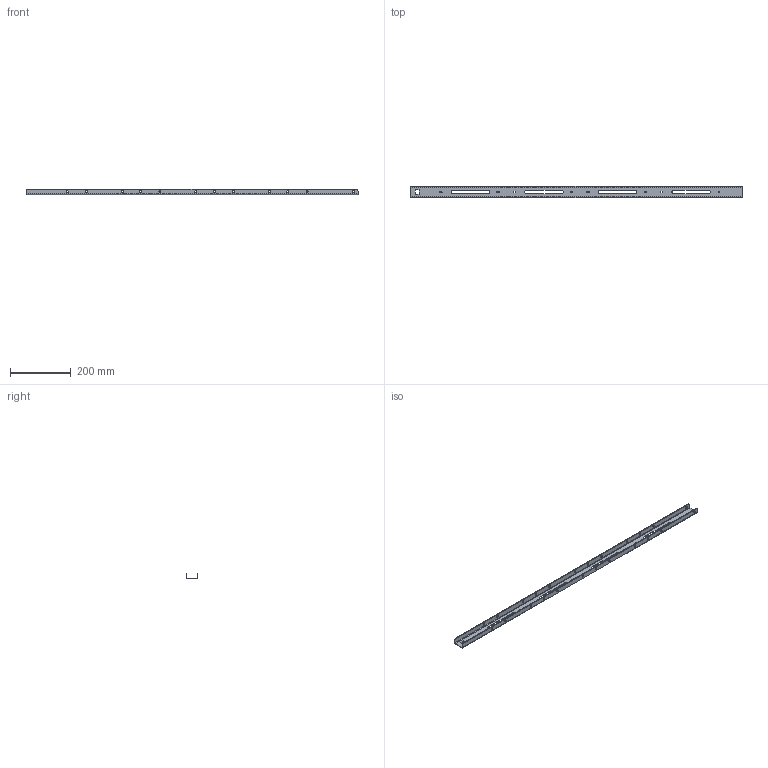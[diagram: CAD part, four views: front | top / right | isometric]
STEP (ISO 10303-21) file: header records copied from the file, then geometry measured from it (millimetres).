
FILE_DESCRIPTION (( 'STEP AP214' ), '1' );
FILE_NAME ('ALU5052_060_Door_LED_Rail.STEP', '2024-02-20T00:20:22', ( '' ), ( '' ), 'STEP 2.0', 'OCCT', '' );
FILE_SCHEMA (( 'AUTOMOTIVE_DESIGN' ));
Length unit declared in the file: inch
Products named in the file (1): ALU5052_060_Door_LED_Rail
Bounding box: 1092.2 x 38.1 x 19.05 mm (x, y, z)
Volume: 111946.3 mm3; surface area: 146462.6 mm2
Topology: 1 solids, 1 shells, 135 faces, 383 edges, 250 vertices
Faces by surface type: cylinder 91, plane 44
Entity records: 4626 total; most frequent: DIRECTION 837, CARTESIAN_POINT 769, ORIENTED_EDGE 766, EDGE_CURVE 383, AXIS2_PLACEMENT_3D 318, VERTEX_POINT 250, EDGE_LOOP 209, LINE 201
